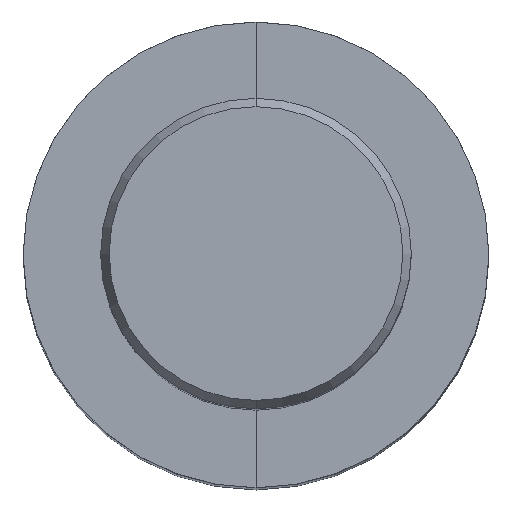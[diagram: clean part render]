
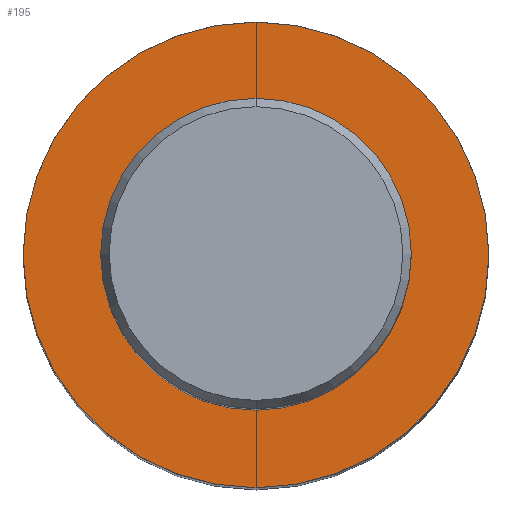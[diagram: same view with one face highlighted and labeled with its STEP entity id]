
A CAD part, top view. The second image highlights one B-rep face of the part: STEP entity #195.
In plain terms, the highlighted planar face has unit normal (0, 0, 1).
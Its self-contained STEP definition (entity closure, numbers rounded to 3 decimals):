
#133=VERTEX_POINT('',#337);
#135=VERTEX_POINT('',#339);
#137=EDGE_CURVE('',#153,#135,#341,.T.);
#153=VERTEX_POINT('',#361);
#195=ADVANCED_FACE('',(#407,#408),#409,.T.);
#239=EDGE_CURVE('',#133,#241,#460,.T.);
#241=VERTEX_POINT('',#462);
#263=EDGE_CURVE('',#135,#153,#487,.T.);
#299=EDGE_CURVE('',#241,#133,#528,.T.);
#337=CARTESIAN_POINT('',(0.0,12.7,-63.49));
#339=CARTESIAN_POINT('',(0.0,19.045,-63.49));
#341=CIRCLE('',#565,19.045);
#361=CARTESIAN_POINT('',(0.,-19.045,-63.49));
#407=FACE_OUTER_BOUND('',#647,.T.);
#408=FACE_BOUND('',#648,.T.);
#409=PLANE('',#649);
#460=CIRCLE('',#713,12.7);
#462=CARTESIAN_POINT('',(0.,-12.7,-63.49));
#487=CIRCLE('',#751,19.045);
#528=CIRCLE('',#804,12.7);
#565=AXIS2_PLACEMENT_3D('',#822,#823,#824);
#647=EDGE_LOOP('',(#918,#919));
#648=EDGE_LOOP('',(#920,#921));
#649=AXIS2_PLACEMENT_3D('',#922,#923,#924);
#713=AXIS2_PLACEMENT_3D('',#983,#984,#985);
#751=AXIS2_PLACEMENT_3D('',#1020,#1021,#1022);
#804=AXIS2_PLACEMENT_3D('',#1073,#1074,#1075);
#822=CARTESIAN_POINT('',(0.0,0.0,-63.49));
#823=DIRECTION('',(0.0,0.0,-1.0));
#824=DIRECTION('',(0.0,1.0,0.0));
#918=ORIENTED_EDGE('',*,*,#263,.F.);
#919=ORIENTED_EDGE('',*,*,#137,.F.);
#920=ORIENTED_EDGE('',*,*,#239,.T.);
#921=ORIENTED_EDGE('',*,*,#299,.T.);
#922=CARTESIAN_POINT('',(0.0,15.872,-63.49));
#923=DIRECTION('',(-0.0,0.0,1.0));
#924=DIRECTION('',(0.0,-1.0,0.0));
#983=CARTESIAN_POINT('',(0.0,0.0,-63.49));
#984=DIRECTION('',(0.0,0.0,-1.0));
#985=DIRECTION('',(0.0,1.0,0.0));
#1020=CARTESIAN_POINT('',(0.0,0.0,-63.49));
#1021=DIRECTION('',(0.0,0.0,-1.0));
#1022=DIRECTION('',(0.0,1.0,0.0));
#1073=CARTESIAN_POINT('',(0.0,0.0,-63.49));
#1074=DIRECTION('',(0.0,0.0,-1.0));
#1075=DIRECTION('',(0.0,1.0,0.0));
